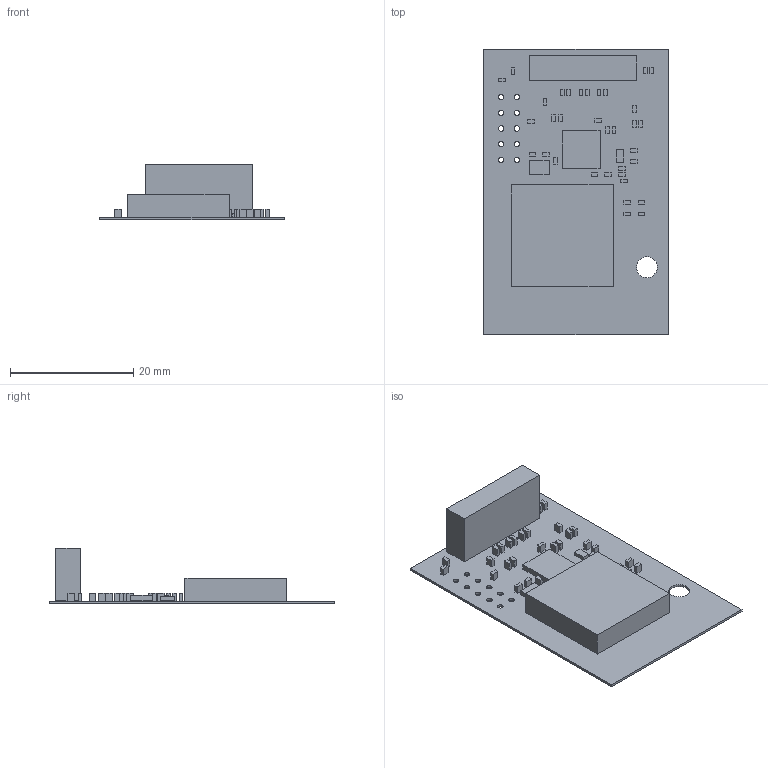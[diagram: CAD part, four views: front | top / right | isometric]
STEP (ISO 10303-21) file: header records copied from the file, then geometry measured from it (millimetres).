
FILE_DESCRIPTION(('Open CASCADE Model'),'2;1');
FILE_NAME('Open CASCADE Shape Model','2014-11-09T01:45:47',('Author'),( 'Open CASCADE'),'Open CASCADE STEP processor 6.2','Open CASCADE 6.2' ,'Unknown');
FILE_SCHEMA(('AUTOMOTIVE_DESIGN { 1 0 10303 214 1 1 1 1 }'));
Length unit declared in the file: millimetre
Products named in the file (78): PCB; Board; R21; 369043536; Extruded; U2; 369043280; U1; 369044048; SC1; 369044432; R20; R19; R18; R17; R16; R15; 369042896; R14; R13; R12; R11; R10; R9; R8; R7; R6; R5; R4; R3; R2; R1; P3; 369044304; L6; L5; L4; L3; L2; 369044176 ...
Assembly tree (126 placements, depth 4):
  PCB
    Board
    R21
      369043536
        Extruded
    U2
      369043280
        Extruded
    U1
      369044048
        Extruded
    SC1
      369044432
        Extruded
    R20
      369043536
        Extruded
    R19
      369043536
        Extruded
    R18
      369043536
        Extruded
    R17
      369043536
        Extruded
    R16
      369043536
        Extruded
    R15
      369042896
        Extruded
    R14
      369043536
        Extruded
    R13
      369043536
        Extruded
    R12
      369043536
        Extruded
    R11
      369043536
        Extruded
    R10
      369042896
        Extruded
    R9
      369042896
        Extruded
    R8
      369042896
        Extruded
    R7
      369042896
        Extruded
    R6
      369043536
        Extruded
    R5
Bounding box: 29.84 x 46.23 x 9.03 mm (x, y, z)
Volume: 2250.1 mm3; surface area: 4569.8 mm2
Topology: 59 solids, 59 shells, 379 faces, 783 edges, 522 vertices
Faces by surface type: plane 354, cylinder 25
Full cylindrical faces by diameter (mm): 0.9 x10, 1 x14, 3.4 x1
Entity records: 6906 total; most frequent: DIRECTION 1059, CARTESIAN_POINT 927, LINE 485, VECTOR 485, ORIENTED_EDGE 390, PCURVE 390, DEFINITIONAL_REPRESENTATION 390, AXIS2_PLACEMENT_3D 262
